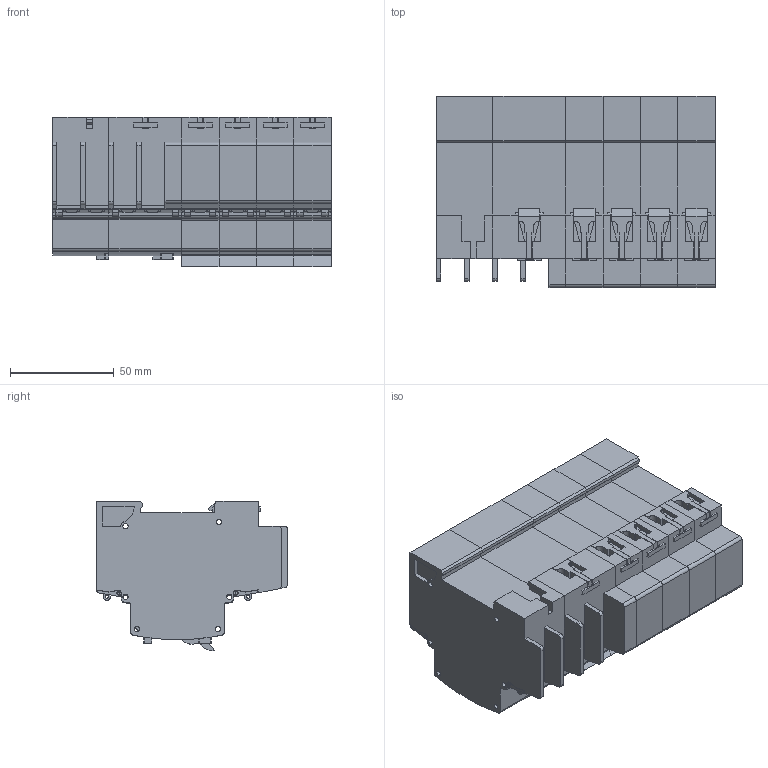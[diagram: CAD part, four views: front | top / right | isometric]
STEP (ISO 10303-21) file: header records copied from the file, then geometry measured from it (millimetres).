
FILE_DESCRIPTION (( 'STEP AP214' ), '1' );
FILE_NAME ('Äèôô àâòîìàò ÀÄ-4 (4S) EKF PROxima.STEP', '2018-06-27T12:49:36', ( '' ), ( '' ), 'SwSTEP 2.0', 'SolidWorks 2017', '' );
FILE_SCHEMA (( 'AUTOMOTIVE_DESIGN' ));
Length unit declared in the file: millimetre
Products named in the file (1): Äèôô àâòîìàò ÀÄ-4 (4S) EKF PROxima
Bounding box: 134 x 92 x 72 mm (x, y, z)
Volume: 605798.6 mm3; surface area: 117986.6 mm2
Topology: 16 solids, 16 shells, 1690 faces, 4679 edges, 3039 vertices
Faces by surface type: plane 1106, cylinder 570, bspline 14
Entity records: 72879 total; most frequent: CARTESIAN_POINT 9605, ORIENTED_EDGE 9330, DIRECTION 9316, EDGE_CURVE 4665, LINE 3368, VECTOR 3368, VERTEX_POINT 3039, AXIS2_PLACEMENT_3D 2974
